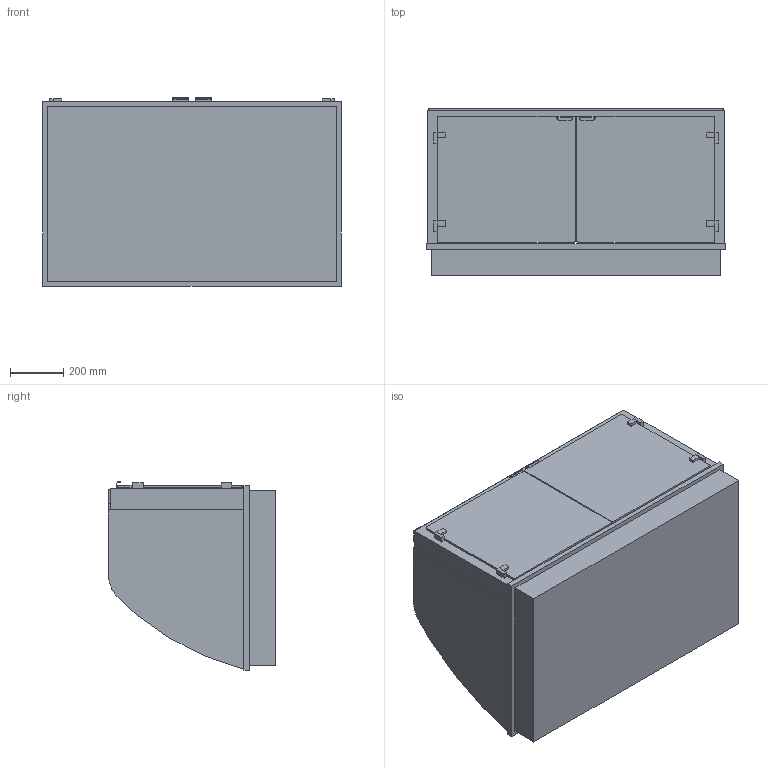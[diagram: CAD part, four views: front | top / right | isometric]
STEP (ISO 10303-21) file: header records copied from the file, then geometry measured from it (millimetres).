
FILE_DESCRIPTION(/* description */ (''),/* implementation_level */ '2;1');
FILE_NAME(/* name */ '3D-AKE-00008267.stp',/* time_stamp */ '2022-05-12T11:48:00+02:00',/* author */ ('julian.lux'),/* organization */ (''),/* preprocessor_version */ 'ST-DEVELOPER v18',/* originating_system */ 'Autodesk Inventor 2020',/* authorisation */ '');
FILE_SCHEMA (('AUTOMOTIVE_DESIGN { 1 0 10303 214 3 1 1 }'));
Length unit declared in the file: millimetre
Products named in the file (1): 3D-AKE-00008267
Bounding box: 1125 x 631 x 709 mm (x, y, z)
Volume: 113882120.1 mm3; surface area: 11066687.1 mm2
Topology: 37 solids, 37 shells, 285 faces, 632 edges, 424 vertices
Faces by surface type: plane 235, cylinder 50
Full cylindrical faces by diameter (mm): 10 x6
Entity records: 7853 total; most frequent: CARTESIAN_POINT 1342, DIRECTION 1320, ORIENTED_EDGE 1264, EDGE_CURVE 632, LINE 516, VECTOR 516, VERTEX_POINT 424, AXIS2_PLACEMENT_3D 402
